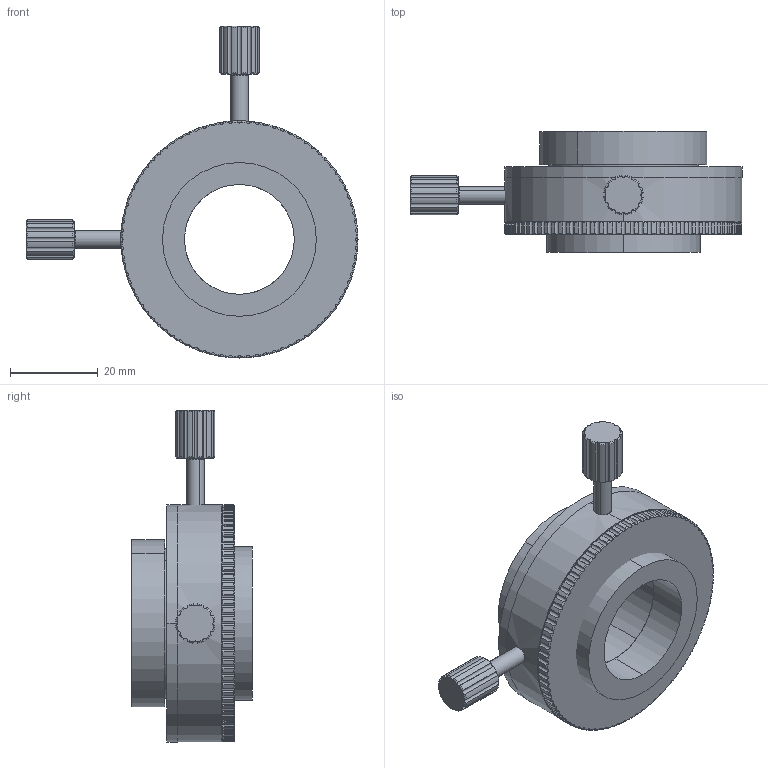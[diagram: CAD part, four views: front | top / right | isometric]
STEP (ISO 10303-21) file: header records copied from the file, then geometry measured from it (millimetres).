
FILE_DESCRIPTION (( 'STEP AP203' ), '1' );
FILE_NAME ('507002.STEP', '2021-05-28T01:36:58', ( '' ), ( '' ), 'SwSTEP 2.0', 'SolidWorks 2020', '' );
FILE_SCHEMA (( 'CONFIG_CONTROL_DESIGN' ));
Length unit declared in the file: millimetre
Products named in the file (1): 507002
Bounding box: 75.59 x 27.5 x 75.59 mm (x, y, z)
Volume: 31135.9 mm3; surface area: 22694.5 mm2
Topology: 10 solids, 10 shells, 685 faces, 1869 edges, 1217 vertices
Faces by surface type: cylinder 347, cone 252, plane 70, torus 10, sphere 6
Entity records: 23096 total; most frequent: CARTESIAN_POINT 5798, ORIENTED_EDGE 3726, DIRECTION 3655, EDGE_CURVE 1863, AXIS2_PLACEMENT_3D 1598, VERTEX_POINT 1217, CIRCLE 912, EDGE_LOOP 724
